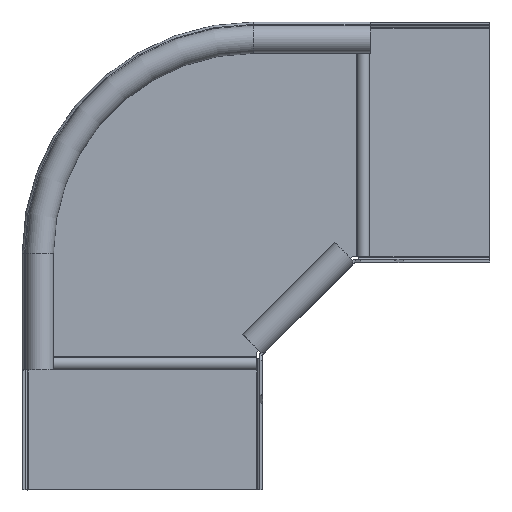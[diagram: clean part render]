
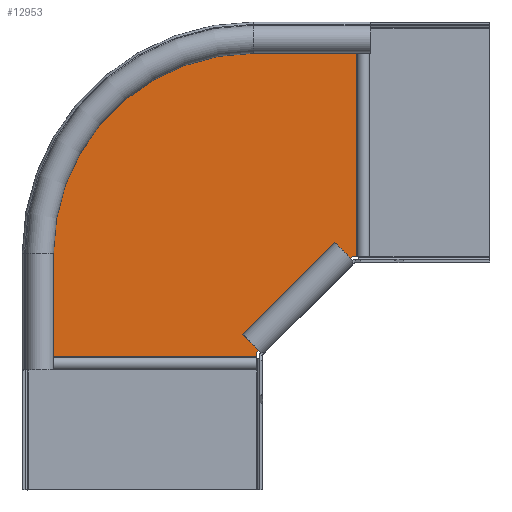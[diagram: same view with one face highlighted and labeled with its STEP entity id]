
A CAD part, top view. The second image highlights one B-rep face of the part: STEP entity #12953.
In plain terms, the highlighted planar face has unit normal (0, 0, 1).
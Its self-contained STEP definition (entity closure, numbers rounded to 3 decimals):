
#12302=DIRECTION('',(0.,-1.,0.));
#12303=VECTOR('',#12302,1.972);
#12304=CARTESIAN_POINT('',(-100.35,59.3,0.));
#12305=LINE('',#12304,#12303);
#12348=DIRECTION('',(0.,1.,0.));
#12349=VECTOR('',#12348,44.522);
#12350=CARTESIAN_POINT('',(-198.85,57.328,0.));
#12351=LINE('',#12350,#12349);
#12437=DIRECTION('',(-1.,0.,0.));
#12438=VECTOR('',#12437,1.972);
#12439=CARTESIAN_POINT('',(-57.328,100.35,0.));
#12440=LINE('',#12439,#12438);
#12464=DIRECTION('',(0.,-1.,0.));
#12465=VECTOR('',#12464,98.5);
#12466=CARTESIAN_POINT('',(-57.328,198.85,0.));
#12467=LINE('',#12466,#12465);
#12472=DIRECTION('',(0.707,0.707,0.));
#12473=VECTOR('',#12472,58.053);
#12474=CARTESIAN_POINT('',(-100.35,59.3,0.));
#12475=LINE('',#12474,#12473);
#12476=CARTESIAN_POINT('',(-101.85,101.85,0.));
#12477=DIRECTION('',(0.,0.,1.));
#12478=DIRECTION('',(0.,1.,0.));
#12479=AXIS2_PLACEMENT_3D('',#12476,#12477,#12478);
#12485=DIRECTION('',(-1.,0.,0.));
#12486=VECTOR('',#12485,98.5);
#12487=CARTESIAN_POINT('',(-100.35,57.328,0.));
#12488=LINE('',#12487,#12486);
#12539=DIRECTION('',(1.,0.,0.));
#12540=VECTOR('',#12539,44.522);
#12541=CARTESIAN_POINT('',(-101.85,198.85,0.));
#12542=LINE('',#12541,#12540);
#12611=CARTESIAN_POINT('',(-100.35,57.328,0.));
#12613=VERTEX_POINT('',#12611);
#12615=CARTESIAN_POINT('',(-57.328,198.85,0.));
#12616=CARTESIAN_POINT('',(-57.328,100.35,0.));
#12617=VERTEX_POINT('',#12615);
#12618=VERTEX_POINT('',#12616);
#12633=CARTESIAN_POINT('',(-100.35,59.3,0.));
#12634=CARTESIAN_POINT('',(-59.3,100.35,0.));
#12635=VERTEX_POINT('',#12633);
#12636=VERTEX_POINT('',#12634);
#12641=CARTESIAN_POINT('',(-198.85,57.328,0.));
#12642=VERTEX_POINT('',#12641);
#12647=CARTESIAN_POINT('',(-198.85,101.85,0.));
#12648=VERTEX_POINT('',#12647);
#12681=CARTESIAN_POINT('',(-101.85,198.85,0.));
#12683=VERTEX_POINT('',#12681);
#12934=CARTESIAN_POINT('',(-101.85,101.85,0.));
#12935=DIRECTION('',(0.,0.,-1.));
#12936=DIRECTION('',(-1.,0.,0.));
#12937=AXIS2_PLACEMENT_3D('',#12934,#12935,#12936);
#12938=PLANE('',#12937);
#12940=ORIENTED_EDGE('',*,*,#12939,.F.);
#12941=ORIENTED_EDGE('',*,*,#12722,.T.);
#12943=ORIENTED_EDGE('',*,*,#12942,.T.);
#12944=ORIENTED_EDGE('',*,*,#12770,.T.);
#12946=ORIENTED_EDGE('',*,*,#12945,.F.);
#12948=ORIENTED_EDGE('',*,*,#12947,.T.);
#12949=ORIENTED_EDGE('',*,*,#12926,.T.);
#12950=ORIENTED_EDGE('',*,*,#12866,.T.);
#12951=EDGE_LOOP('',(#12940,#12941,#12943,#12944,#12946,#12948,#12949,#12950));
#12952=FACE_OUTER_BOUND('',#12951,.F.);
#12953=ADVANCED_FACE('',(#12952),#12938,.F.);
#12480=CIRCLE('',#12479,97.);
#12722=EDGE_CURVE('',#12635,#12613,#12305,.T.);
#12770=EDGE_CURVE('',#12642,#12648,#12351,.T.);
#12866=EDGE_CURVE('',#12618,#12636,#12440,.T.);
#12926=EDGE_CURVE('',#12617,#12618,#12467,.T.);
#12939=EDGE_CURVE('',#12635,#12636,#12475,.T.);
#12942=EDGE_CURVE('',#12613,#12642,#12488,.T.);
#12945=EDGE_CURVE('',#12683,#12648,#12480,.T.);
#12947=EDGE_CURVE('',#12683,#12617,#12542,.T.);
